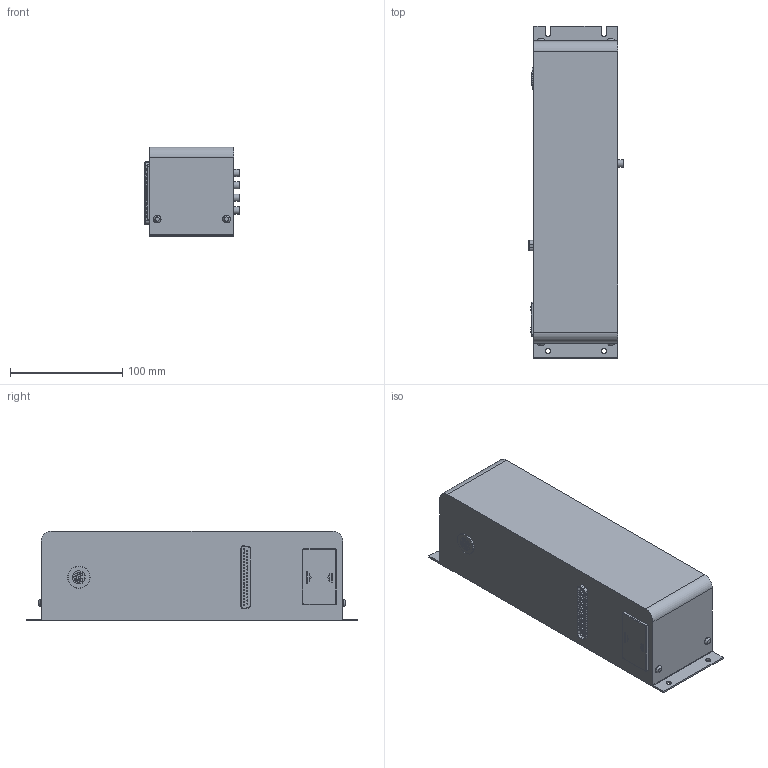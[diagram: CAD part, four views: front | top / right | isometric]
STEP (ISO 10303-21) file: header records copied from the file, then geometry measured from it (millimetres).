
FILE_DESCRIPTION(/* description */ (''),/* implementation_level */ '2;1');
FILE_NAME(/* name */ 'S01441_R0_Smartbox an Säule_Shrinkwrap_1.stp',/* time_stamp */ '2021-02-03T14:39:27+01:00',/* author */ ('glueck'),/* organization */ (''),/* preprocessor_version */ 'ST-DEVELOPER v18.1',/* originating_system */ 'Autodesk Inventor 2021',/* authorisation */ '');
FILE_SCHEMA (('AUTOMOTIVE_DESIGN { 1 0 10303 214 3 1 1 }'));
Products named in the file (1): S01441_R0_Smartbox an Säule_Shrinkwrap_1
Bounding box: 84.3 x 296.4 x 80.3 mm (x, y, z)
Volume: 1627995.8 mm3; surface area: 101464.3 mm2
Topology: 1 solids, 1 shells, 509 faces, 1156 edges, 662 vertices
Faces by surface type: plane 202, bspline 181, cylinder 109, torus 9, sphere 4, cone 4
Full cylindrical faces by diameter (mm): 1.01 x37, 2.2 x8, 4.5 x2, 6.5 x4, 7 x4, 20 x1
Entity records: 42259 total; most frequent: CARTESIAN_POINT 31915, ORIENTED_EDGE 2168, DIRECTION 1600, EDGE_CURVE 1084, VERTEX_POINT 662, AXIS2_PLACEMENT_3D 621, EDGE_LOOP 598, STYLED_ITEM 510
